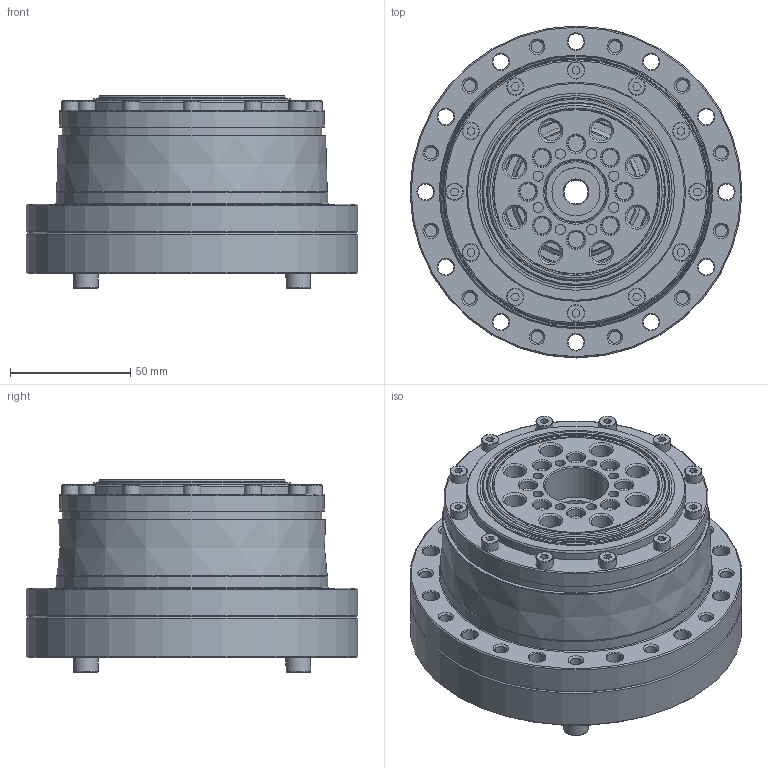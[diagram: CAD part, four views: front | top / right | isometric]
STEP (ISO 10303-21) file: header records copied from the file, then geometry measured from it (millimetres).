
FILE_DESCRIPTION (( 'STEP AP214' ), '1' );
FILE_NAME ('outside_C007703_CSG-32-xxx-2UH-LW-SP-A.STEP', '2021-03-26T02:12:02', ( '' ), ( '' ), 'SwSTEP 2.0', 'SolidWorks 2018', '' );
FILE_SCHEMA (( 'AUTOMOTIVE_DESIGN' ));
Length unit declared in the file: millimetre
Products named in the file (3): outside_C007703_CSG-32-xxx-2UH-LW-SP-A; outside_C007703_CSG-32-xxx-2UH-LW-SP-A_fixed; outside_C007703_CSG-32-xxx-2UH-LW-SP-A_output
Assembly tree (2 placements, depth 2):
  outside_C007703_CSG-32-xxx-2UH-LW-SP-A
    outside_C007703_CSG-32-xxx-2UH-LW-SP-A_fixed
    outside_C007703_CSG-32-xxx-2UH-LW-SP-A_output
Bounding box: 138 x 138 x 80 mm (x, y, z)
Volume: 665083.1 mm3; surface area: 139087.5 mm2
Topology: 2 solids, 2 shells, 1480 faces, 3885 edges, 2496 vertices
Faces by surface type: cylinder 509, plane 476, torus 289, cone 127, bspline 56, sphere 23
Full cylindrical faces by diameter (mm): 3.3 x8, 4.2 x8, 5 x22, 6.6 x24, 7 x8, 7.22 x12, 8.5 x8, 10 x1, 10.22 x4, 13.27 x8, 14 x1, 20 x2, 26 x1, 30 x1, 36 x1, 39.6 x1, 45 x1, 52 x1, 55 x1, 60.6 x2, 64.2 x1, 65.8 x2, 68.6 x1, 74 x1, 74.4 x2, 76.2 x2, 78 x3, 79.756 x2, 79.936 x1, 81.993 x1
Entity records: 55316 total; most frequent: CARTESIAN_POINT 23348, ORIENTED_EDGE 6726, DIRECTION 5816, EDGE_CURVE 3363, AXIS2_PLACEMENT_3D 2412, VERTEX_POINT 2311, EDGE_LOOP 1994, FACE_OUTER_BOUND 1667
